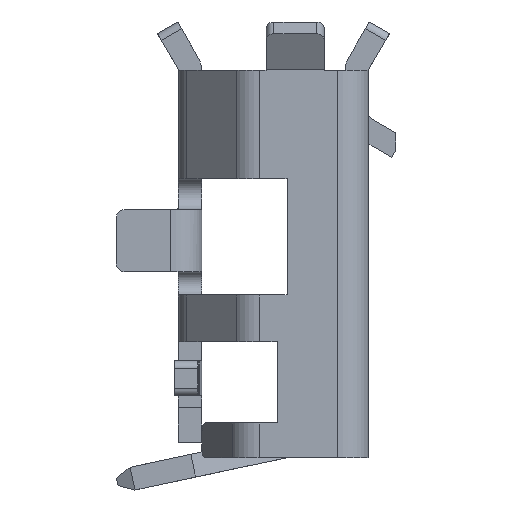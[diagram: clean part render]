
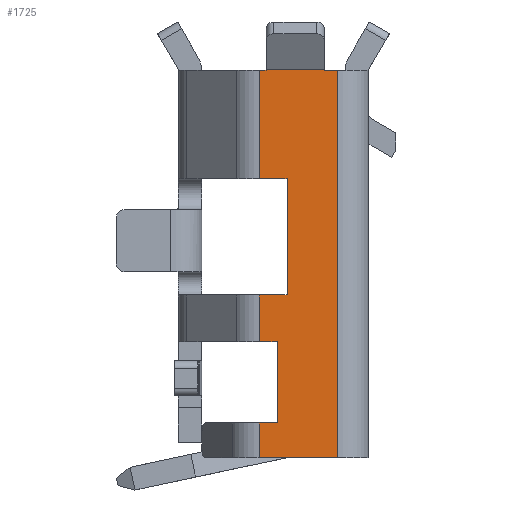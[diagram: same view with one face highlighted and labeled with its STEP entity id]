
A CAD part, left-side view. The second image highlights one B-rep face of the part: STEP entity #1725.
In plain terms, the highlighted planar face has unit normal (-1, 0, 0).
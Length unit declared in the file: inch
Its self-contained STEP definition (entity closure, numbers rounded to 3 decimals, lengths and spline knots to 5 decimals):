
#1485 = EDGE_CURVE ( 'NONE', #1517, #1504, #7467, .T. ) ;
#1504 = VERTEX_POINT ( 'NONE', #7441 ) ;
#1515 = EDGE_CURVE ( 'NONE', #1516, #1517, #7480, .T. ) ;
#1516 = VERTEX_POINT ( 'NONE', #7476 ) ;
#1517 = VERTEX_POINT ( 'NONE', #7475 ) ;
#1524 = VERTEX_POINT ( 'NONE', #7521 ) ;
#1537 = EDGE_CURVE ( 'NONE', #1550, #1538, #7505, .T. ) ;
#1538 = VERTEX_POINT ( 'NONE', #7501 ) ;
#1549 = EDGE_CURVE ( 'NONE', #1563, #1550, #7557, .T. ) ;
#1550 = VERTEX_POINT ( 'NONE', #7550 ) ;
#1556 = VERTEX_POINT ( 'NONE', #7544 ) ;
#1558 = EDGE_CURVE ( 'NONE', #1504, #1556, #7543, .T. ) ;
#1562 = EDGE_CURVE ( 'NONE', #1556, #1563, #7538, .T. ) ;
#1563 = VERTEX_POINT ( 'NONE', #7591 ) ;
#1572 = VERTEX_POINT ( 'NONE', #7580 ) ;
#1574 = EDGE_CURVE ( 'NONE', #1598, #1572, #7579, .T. ) ;
#1597 = EDGE_CURVE ( 'NONE', #1524, #1598, #7623, .T. ) ;
#1598 = VERTEX_POINT ( 'NONE', #7619 ) ;
#1609 = EDGE_CURVE ( 'NONE', #1538, #1524, #7611, .T. ) ;
#1611 = VERTEX_POINT ( 'NONE', #7599 ) ;
#1613 = EDGE_CURVE ( 'NONE', #1618, #1611, #7598, .T. ) ;
#1618 = VERTEX_POINT ( 'NONE', #7650 ) ;
#1620 = EDGE_CURVE ( 'NONE', #1633, #1618, #7649, .T. ) ;
#1633 = VERTEX_POINT ( 'NONE', #7635 ) ;
#1635 = EDGE_CURVE ( 'NONE', #1644, #1633, #7634, .T. ) ;
#1644 = VERTEX_POINT ( 'NONE', #7684 ) ;
#1646 = EDGE_CURVE ( 'NONE', #1572, #1644, #7683, .T. ) ;
#1664 = VERTEX_POINT ( 'NONE', #7718 ) ;
#1666 = EDGE_CURVE ( 'NONE', #1611, #1664, #7717, .T. ) ;
#1671 = EDGE_CURVE ( 'NONE', #1664, #1672, #7710, .T. ) ;
#1672 = VERTEX_POINT ( 'NONE', #7703 ) ;
#1710 = ORIENTED_EDGE ( 'NONE', *, *, #1549, .T. ) ;
#1711 = ORIENTED_EDGE ( 'NONE', *, *, #1537, .T. ) ;
#1712 = ORIENTED_EDGE ( 'NONE', *, *, #1609, .T. ) ;
#1713 = ORIENTED_EDGE ( 'NONE', *, *, #1597, .T. ) ;
#1714 = ORIENTED_EDGE ( 'NONE', *, *, #1574, .T. ) ;
#1715 = ORIENTED_EDGE ( 'NONE', *, *, #1646, .T. ) ;
#1716 = ORIENTED_EDGE ( 'NONE', *, *, #1635, .T. ) ;
#1717 = ORIENTED_EDGE ( 'NONE', *, *, #1620, .T. ) ;
#1718 = ORIENTED_EDGE ( 'NONE', *, *, #1613, .T. ) ;
#1719 = ORIENTED_EDGE ( 'NONE', *, *, #1666, .T. ) ;
#1724 = EDGE_CURVE ( 'NONE', #1672, #1516, #7729, .T. ) ;
#1725 = ADVANCED_FACE ( 'NONE', ( #7725 ), #7724, .T. ) ;
#1726 = EDGE_LOOP ( 'NONE', ( #1727, #1728, #1729, #1730, #1731, #1732, #1710, #1711, #1712, #1713, #1714, #1715, #1716, #1717, #1718, #1719 ) ) ;
#1727 = ORIENTED_EDGE ( 'NONE', *, *, #1671, .T. ) ;
#1728 = ORIENTED_EDGE ( 'NONE', *, *, #1724, .T. ) ;
#1729 = ORIENTED_EDGE ( 'NONE', *, *, #1515, .T. ) ;
#1730 = ORIENTED_EDGE ( 'NONE', *, *, #1485, .T. ) ;
#1731 = ORIENTED_EDGE ( 'NONE', *, *, #1558, .T. ) ;
#1732 = ORIENTED_EDGE ( 'NONE', *, *, #1562, .T. ) ;
#7441 = CARTESIAN_POINT ( 'NONE',  ( -0.14764, 0.00394, -0.05787 ) ) ;
#7464 = DIRECTION ( 'NONE',  ( 0., -1., 0. ) ) ;
#7465 = VECTOR ( 'NONE', #7464, 39.37008 ) ;
#7466 = CARTESIAN_POINT ( 'NONE',  ( -0.14764, 0.02382, -0.05787 ) ) ;
#7467 = LINE ( 'NONE', #7466, #7465 ) ;
#7475 = CARTESIAN_POINT ( 'NONE',  ( -0.14764, 0.0437, -0.05787 ) ) ;
#7476 = CARTESIAN_POINT ( 'NONE',  ( -0.14764, 0.0437, -0.04016 ) ) ;
#7477 = DIRECTION ( 'NONE',  ( 0., 0., -1. ) ) ;
#7478 = VECTOR ( 'NONE', #7477, 39.37008 ) ;
#7479 = CARTESIAN_POINT ( 'NONE',  ( -0.14764, 0.0437, 0.04058 ) ) ;
#7480 = LINE ( 'NONE', #7479, #7478 ) ;
#7501 = CARTESIAN_POINT ( 'NONE',  ( -0.14764, 0.04016, 0.13904 ) ) ;
#7502 = DIRECTION ( 'NONE',  ( 0., 1., 0. ) ) ;
#7503 = VECTOR ( 'NONE', #7502, 39.37008 ) ;
#7504 = CARTESIAN_POINT ( 'NONE',  ( -0.14764, 0.02382, 0.13904 ) ) ;
#7505 = LINE ( 'NONE', #7504, #7503 ) ;
#7521 = CARTESIAN_POINT ( 'NONE',  ( -0.14764, 0.04016, 0.13898 ) ) ;
#7538 = LINE ( 'NONE', #7594, #7593 ) ;
#7540 = DIRECTION ( 'NONE',  ( 0., 0., 1. ) ) ;
#7541 = VECTOR ( 'NONE', #7540, 39.37008 ) ;
#7542 = CARTESIAN_POINT ( 'NONE',  ( -0.14764, 0.00394, 0.04058 ) ) ;
#7543 = LINE ( 'NONE', #7542, #7541 ) ;
#7544 = CARTESIAN_POINT ( 'NONE',  ( -0.14764, 0.00394, 0.13898 ) ) ;
#7550 = CARTESIAN_POINT ( 'NONE',  ( -0.14764, 0.01063, 0.13904 ) ) ;
#7551 = DIRECTION ( 'NONE',  ( 0., 0., 1. ) ) ;
#7552 = VECTOR ( 'NONE', #7551, 39.37008 ) ;
#7553 = CARTESIAN_POINT ( 'NONE',  ( -0.14764, 0.01063, 0.04058 ) ) ;
#7557 = LINE ( 'NONE', #7553, #7552 ) ;
#7576 = DIRECTION ( 'NONE',  ( 0., 0., -1. ) ) ;
#7577 = VECTOR ( 'NONE', #7576, 39.37008 ) ;
#7578 = CARTESIAN_POINT ( 'NONE',  ( -0.14764, 0.04356, 0.04058 ) ) ;
#7579 = LINE ( 'NONE', #7578, #7577 ) ;
#7580 = CARTESIAN_POINT ( 'NONE',  ( -0.14764, 0.04356, 0.08386 ) ) ;
#7591 = CARTESIAN_POINT ( 'NONE',  ( -0.14764, 0.01063, 0.13898 ) ) ;
#7592 = DIRECTION ( 'NONE',  ( 0., 1., 0. ) ) ;
#7593 = VECTOR ( 'NONE', #7592, 39.37008 ) ;
#7594 = CARTESIAN_POINT ( 'NONE',  ( -0.14764, 0.02382, 0.13898 ) ) ;
#7595 = DIRECTION ( 'NONE',  ( 0., 0., -1. ) ) ;
#7596 = VECTOR ( 'NONE', #7595, 39.37008 ) ;
#7597 = CARTESIAN_POINT ( 'NONE',  ( -0.14764, 0.04356, 0.04058 ) ) ;
#7598 = LINE ( 'NONE', #7597, #7596 ) ;
#7599 = CARTESIAN_POINT ( 'NONE',  ( -0.14764, 0.04356, 0.00118 ) ) ;
#7605 = DIRECTION ( 'NONE',  ( 0., 0., -1. ) ) ;
#7606 = VECTOR ( 'NONE', #7605, 39.37008 ) ;
#7607 = CARTESIAN_POINT ( 'NONE',  ( -0.14764, 0.04016, 0.04058 ) ) ;
#7611 = LINE ( 'NONE', #7607, #7606 ) ;
#7619 = CARTESIAN_POINT ( 'NONE',  ( -0.14764, 0.04356, 0.13898 ) ) ;
#7620 = DIRECTION ( 'NONE',  ( 0., 1., 0. ) ) ;
#7621 = VECTOR ( 'NONE', #7620, 39.37008 ) ;
#7622 = CARTESIAN_POINT ( 'NONE',  ( -0.14764, 0.02382, 0.13898 ) ) ;
#7623 = LINE ( 'NONE', #7622, #7621 ) ;
#7631 = DIRECTION ( 'NONE',  ( 0., 0., -1. ) ) ;
#7632 = VECTOR ( 'NONE', #7631, 39.37008 ) ;
#7633 = CARTESIAN_POINT ( 'NONE',  ( -0.14764, 0.02953, 0.04058 ) ) ;
#7634 = LINE ( 'NONE', #7633, #7632 ) ;
#7635 = CARTESIAN_POINT ( 'NONE',  ( -0.14764, 0.02953, 0.0248 ) ) ;
#7646 = DIRECTION ( 'NONE',  ( 0., 1., 0. ) ) ;
#7647 = VECTOR ( 'NONE', #7646, 39.37008 ) ;
#7648 = CARTESIAN_POINT ( 'NONE',  ( -0.14764, 0.02382, 0.0248 ) ) ;
#7649 = LINE ( 'NONE', #7648, #7647 ) ;
#7650 = CARTESIAN_POINT ( 'NONE',  ( -0.14764, 0.04356, 0.0248 ) ) ;
#7680 = DIRECTION ( 'NONE',  ( 0., -1., 0. ) ) ;
#7681 = VECTOR ( 'NONE', #7680, 39.37008 ) ;
#7682 = CARTESIAN_POINT ( 'NONE',  ( -0.14764, 0.02382, 0.08386 ) ) ;
#7683 = LINE ( 'NONE', #7682, #7681 ) ;
#7684 = CARTESIAN_POINT ( 'NONE',  ( -0.14764, 0.02953, 0.08386 ) ) ;
#7703 = CARTESIAN_POINT ( 'NONE',  ( -0.14764, 0.03445, -0.04016 ) ) ;
#7704 = DIRECTION ( 'NONE',  ( 0., 0., -1. ) ) ;
#7705 = VECTOR ( 'NONE', #7704, 39.37008 ) ;
#7706 = CARTESIAN_POINT ( 'NONE',  ( -0.14764, 0.03445, 0.04058 ) ) ;
#7710 = LINE ( 'NONE', #7706, #7705 ) ;
#7714 = DIRECTION ( 'NONE',  ( 0., -1., 0. ) ) ;
#7715 = VECTOR ( 'NONE', #7714, 39.37008 ) ;
#7716 = CARTESIAN_POINT ( 'NONE',  ( -0.14764, 0.02382, 0.00118 ) ) ;
#7717 = LINE ( 'NONE', #7716, #7715 ) ;
#7718 = CARTESIAN_POINT ( 'NONE',  ( -0.14764, 0.03445, 0.00118 ) ) ;
#7720 = DIRECTION ( 'NONE',  ( 0., 1., 0. ) ) ;
#7721 = DIRECTION ( 'NONE',  ( -1., 0., 0. ) ) ;
#7722 = CARTESIAN_POINT ( 'NONE',  ( -0.14764, 0.00314, 0.14298 ) ) ;
#7723 = AXIS2_PLACEMENT_3D ( 'NONE', #7722, #7721, #7720 ) ;
#7724 = PLANE ( 'NONE',  #7723 ) ;
#7725 = FACE_OUTER_BOUND ( 'NONE', #1726, .T. ) ;
#7726 = DIRECTION ( 'NONE',  ( 0., 1., 0. ) ) ;
#7727 = VECTOR ( 'NONE', #7726, 39.37008 ) ;
#7728 = CARTESIAN_POINT ( 'NONE',  ( -0.14764, 0.02382, -0.04016 ) ) ;
#7729 = LINE ( 'NONE', #7728, #7727 ) ;
